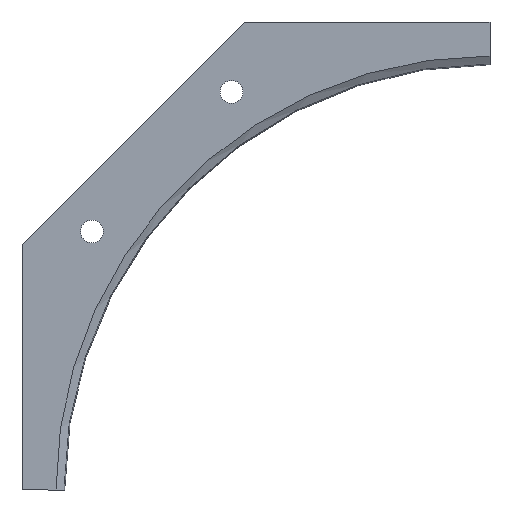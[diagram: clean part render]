
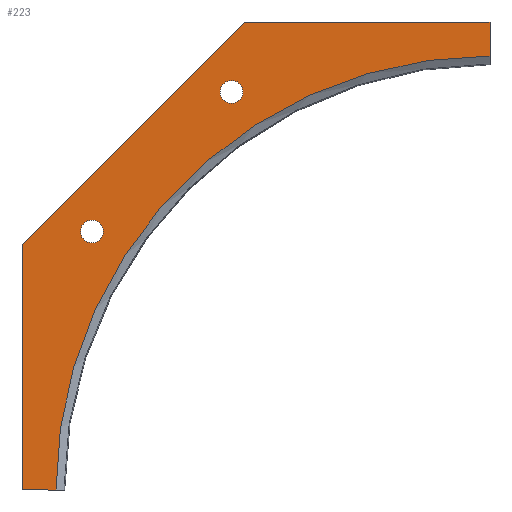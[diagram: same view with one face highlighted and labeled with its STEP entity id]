
A CAD part, front view. The second image highlights one B-rep face of the part: STEP entity #223.
In plain terms, the highlighted planar face has unit normal (0, -1, 0).
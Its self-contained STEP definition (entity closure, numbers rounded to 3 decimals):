
#22=FACE_BOUND('',#43,.T.);
#23=FACE_BOUND('',#44,.T.);
#28=FACE_OUTER_BOUND('',#42,.T.);
#42=EDGE_LOOP('',(#176,#177,#178,#179,#180,#181));
#43=EDGE_LOOP('',(#182));
#44=EDGE_LOOP('',(#183));
#57=CIRCLE('',#264,85.779);
#58=CIRCLE('',#265,2.25);
#59=CIRCLE('',#266,2.25);
#64=LINE('',#352,#84);
#67=LINE('',#359,#87);
#74=LINE('',#374,#94);
#77=LINE('',#386,#97);
#78=LINE('',#387,#98);
#84=VECTOR('',#284,10.);
#87=VECTOR('',#289,10.);
#94=VECTOR('',#300,10.);
#97=VECTOR('',#313,10.);
#98=VECTOR('',#314,10.);
#105=VERTEX_POINT('',#349);
#106=VERTEX_POINT('',#351);
#108=VERTEX_POINT('',#357);
#109=VERTEX_POINT('',#358);
#115=VERTEX_POINT('',#372);
#119=VERTEX_POINT('',#385);
#120=VERTEX_POINT('',#389);
#121=VERTEX_POINT('',#391);
#125=EDGE_CURVE('',#106,#105,#64,.T.);
#128=EDGE_CURVE('',#108,#109,#67,.T.);
#136=EDGE_CURVE('',#115,#109,#74,.T.);
#142=EDGE_CURVE('',#115,#119,#77,.T.);
#143=EDGE_CURVE('',#106,#119,#78,.T.);
#144=EDGE_CURVE('',#105,#108,#57,.T.);
#145=EDGE_CURVE('',#120,#120,#58,.T.);
#146=EDGE_CURVE('',#121,#121,#59,.T.);
#176=ORIENTED_EDGE('',*,*,#128,.T.);
#177=ORIENTED_EDGE('',*,*,#136,.F.);
#178=ORIENTED_EDGE('',*,*,#142,.T.);
#179=ORIENTED_EDGE('',*,*,#143,.F.);
#180=ORIENTED_EDGE('',*,*,#125,.T.);
#181=ORIENTED_EDGE('',*,*,#144,.T.);
#182=ORIENTED_EDGE('',*,*,#145,.T.);
#183=ORIENTED_EDGE('',*,*,#146,.T.);
#216=PLANE('',#263);
#223=ADVANCED_FACE('',(#28,#22,#23),#216,.T.);
#263=AXIS2_PLACEMENT_3D('',#384,#311,#312);
#264=AXIS2_PLACEMENT_3D('',#388,#315,#316);
#265=AXIS2_PLACEMENT_3D('',#390,#317,#318);
#266=AXIS2_PLACEMENT_3D('',#392,#319,#320);
#284=DIRECTION('',(1.,0.,0.));
#289=DIRECTION('',(0.,0.,1.));
#300=DIRECTION('',(1.,0.,0.));
#311=DIRECTION('center_axis',(0.,-1.,0.));
#312=DIRECTION('ref_axis',(0.,0.,-1.));
#313=DIRECTION('',(-0.707,0.,-0.707));
#314=DIRECTION('',(0.,0.,1.));
#315=DIRECTION('center_axis',(0.,1.,0.));
#316=DIRECTION('ref_axis',(1.,0.,0.));
#317=DIRECTION('center_axis',(0.,1.,0.));
#318=DIRECTION('ref_axis',(1.,0.,0.));
#319=DIRECTION('center_axis',(0.,1.,0.));
#320=DIRECTION('ref_axis',(1.,0.,0.));
#349=CARTESIAN_POINT('',(-12.029,-5.5,0.));
#351=CARTESIAN_POINT('',(-18.75,-5.5,0.));
#352=CARTESIAN_POINT('',(30.074,-5.5,0.));
#357=CARTESIAN_POINT('',(73.75,-5.5,85.779));
#358=CARTESIAN_POINT('',(73.75,-5.5,92.5));
#359=CARTESIAN_POINT('',(73.75,-5.5,46.25));
#372=CARTESIAN_POINT('',(25.141,-5.5,92.5));
#374=CARTESIAN_POINT('',(120.,-5.5,92.5));
#384=CARTESIAN_POINT('Origin',(-13.602,-5.5,0.));
#385=CARTESIAN_POINT('',(-18.75,-5.5,48.609));
#386=CARTESIAN_POINT('',(-29.615,-5.5,37.744));
#387=CARTESIAN_POINT('',(-18.75,-5.5,46.25));
#388=CARTESIAN_POINT('Origin',(73.75,-5.5,0.));
#389=CARTESIAN_POINT('',(-7.199,-5.5,51.096));
#390=CARTESIAN_POINT('Origin',(-4.949,-5.5,51.096));
#391=CARTESIAN_POINT('',(20.404,-5.5,78.699));
#392=CARTESIAN_POINT('Origin',(22.654,-5.5,78.699));
